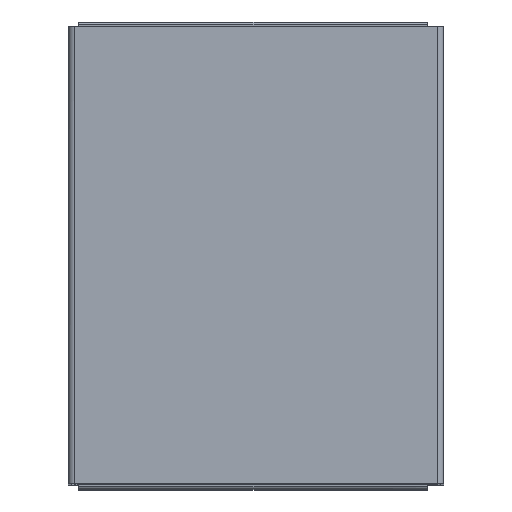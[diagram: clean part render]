
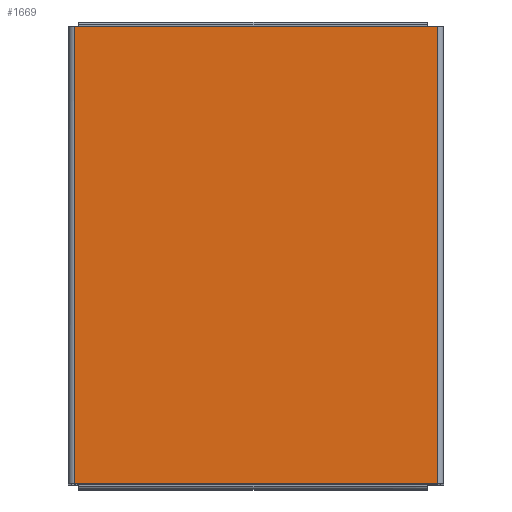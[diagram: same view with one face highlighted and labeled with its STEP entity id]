
A CAD part, top view. The second image highlights one B-rep face of the part: STEP entity #1669.
In plain terms, the highlighted planar face has unit normal (0, 0, 1).
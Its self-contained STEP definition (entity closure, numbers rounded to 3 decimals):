
#1669=ADVANCED_FACE('',(#2643),#15141,.T.);
#2643=FACE_OUTER_BOUND('',#3640,.T.);
#3640=EDGE_LOOP('',(#7298,#7299,#7300,#7301));
#7298=ORIENTED_EDGE('',*,*,#10066,.F.);
#7299=ORIENTED_EDGE('',*,*,#10077,.F.);
#7300=ORIENTED_EDGE('',*,*,#10052,.F.);
#7301=ORIENTED_EDGE('',*,*,#10064,.F.);
#10052=EDGE_CURVE('',#13967,#13968,#11190,.T.);
#10064=EDGE_CURVE('',#13973,#13967,#12579,.T.);
#10066=EDGE_CURVE('',#13974,#13973,#11194,.T.);
#10077=EDGE_CURVE('',#13968,#13974,#12586,.T.);
#11190=(
BOUNDED_CURVE()
B_SPLINE_CURVE(1,(#23988,#23989),.UNSPECIFIED.,.F.,.F.)
B_SPLINE_CURVE_WITH_KNOTS((2,2),(0.,76.167),.UNSPECIFIED.)
CURVE()
GEOMETRIC_REPRESENTATION_ITEM()
RATIONAL_B_SPLINE_CURVE((1.,1.))
REPRESENTATION_ITEM('')
);
#11194=(
BOUNDED_CURVE()
B_SPLINE_CURVE(1,(#24019,#24020),.UNSPECIFIED.,.F.,.F.)
B_SPLINE_CURVE_WITH_KNOTS((2,2),(-76.167,0.),.UNSPECIFIED.)
CURVE()
GEOMETRIC_REPRESENTATION_ITEM()
RATIONAL_B_SPLINE_CURVE((1.,1.))
REPRESENTATION_ITEM('')
);
#12579=B_SPLINE_CURVE_WITH_KNOTS('',1,(#24015,#24016),.UNSPECIFIED.,.F.,
 .F.,(2,2),(-228.714,-156.114),.UNSPECIFIED.);
#12586=B_SPLINE_CURVE_WITH_KNOTS('',1,(#24045,#24046),.UNSPECIFIED.,.F.,
 .F.,(2,2),(-219.914,-147.314),.UNSPECIFIED.);
#13967=VERTEX_POINT('',#23911);
#13968=VERTEX_POINT('',#23912);
#13973=VERTEX_POINT('',#23917);
#13974=VERTEX_POINT('',#23918);
#15141=PLANE('',#15731);
#15731=AXIS2_PLACEMENT_3D('',#23778,#16304,$);
#16304=DIRECTION('',(0.,0.,1.));
#23778=CARTESIAN_POINT('',(738.01,9.99,1470.));
#23911=CARTESIAN_POINT('',(12.,10.,1470.));
#23912=CARTESIAN_POINT('',(12.,924.,1470.));
#23917=CARTESIAN_POINT('',(738.,10.,1470.));
#23918=CARTESIAN_POINT('',(738.,924.,1470.));
#23988=CARTESIAN_POINT('',(12.,10.,1470.));
#23989=CARTESIAN_POINT('',(12.,924.,1470.));
#24015=CARTESIAN_POINT('',(738.,10.,1470.));
#24016=CARTESIAN_POINT('',(12.,10.,1470.));
#24019=CARTESIAN_POINT('',(738.,924.,1470.));
#24020=CARTESIAN_POINT('',(738.,10.,1470.));
#24045=CARTESIAN_POINT('',(12.,924.,1470.));
#24046=CARTESIAN_POINT('',(738.,924.,1470.));
